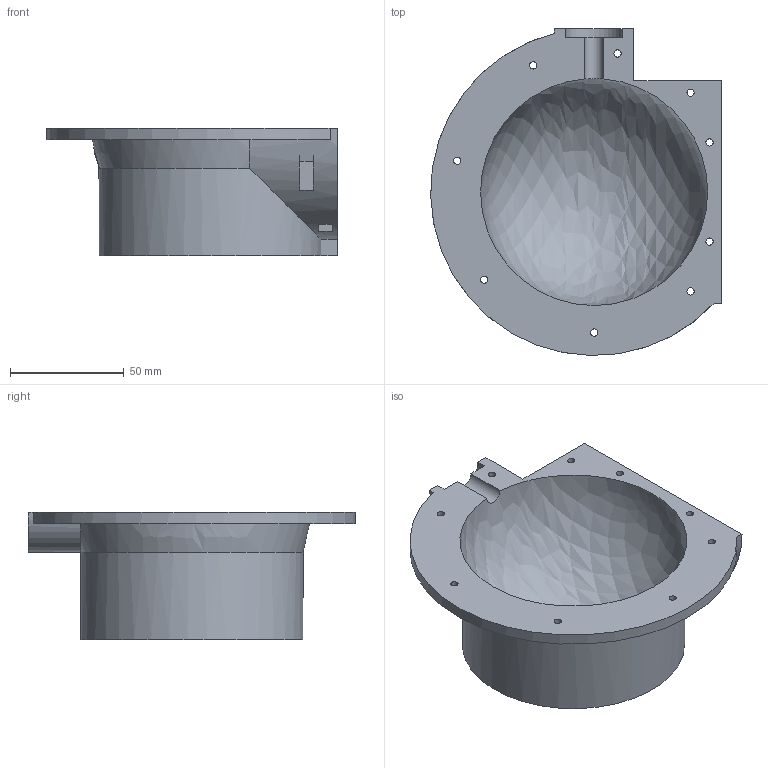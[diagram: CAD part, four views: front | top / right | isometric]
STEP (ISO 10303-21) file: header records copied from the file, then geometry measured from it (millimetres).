
FILE_DESCRIPTION(/* description */ (''),/* implementation_level */ '2;1');
FILE_NAME(/* name */ 'Ulbricht-Sphere1_part2',/* time_stamp */ '2025-08-02T15:34:46+02:00',/* author */ (''),/* organization */ (''),/* preprocessor_version */ 'ST-DEVELOPER v19.2',/* originating_system */ 'Rhino 8.22',/* authorisation */ '');
FILE_SCHEMA (('CONFIG_CONTROL_DESIGN'));
Length unit declared in the file: millimetre
Products named in the file (1): Document
Bounding box: 127.98 x 143.98 x 56 mm (x, y, z)
Volume: 247346.4 mm3; surface area: 59733.2 mm2
Topology: 1 solids, 1 shells, 73 faces, 190 edges, 126 vertices
Faces by surface type: plane 53, cylinder 17, bspline 3
Full cylindrical faces by diameter (mm): 3.2 x9
Entity records: 2352 total; most frequent: CARTESIAN_POINT 774, ORIENTED_EDGE 376, EDGE_CURVE 188, DIRECTION 158, VERTEX_POINT 126, B_SPLINE_CURVE_WITH_KNOTS 121, AXIS2_PLACEMENT_3D 114, EDGE_LOOP 100
